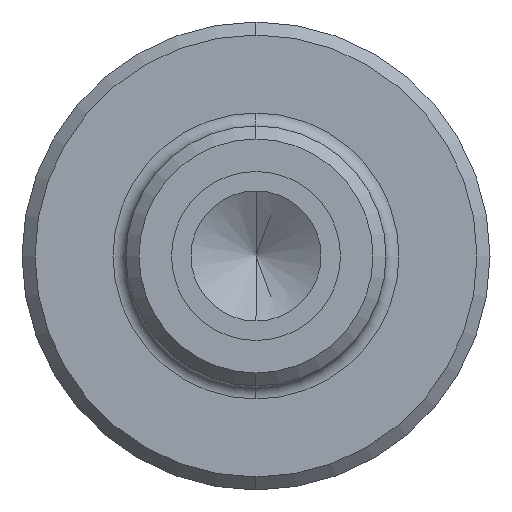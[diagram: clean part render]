
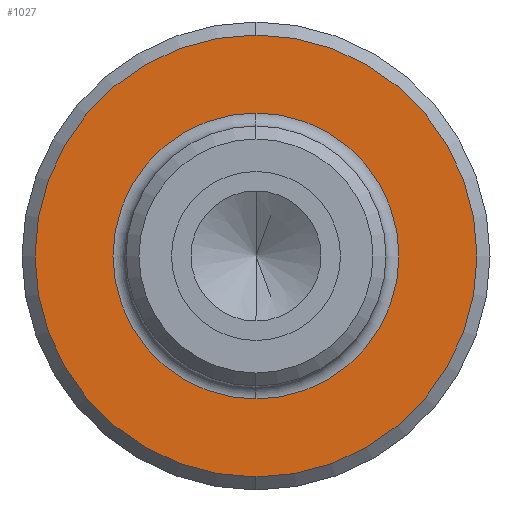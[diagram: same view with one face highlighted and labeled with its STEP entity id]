
A CAD part, left-side view. The second image highlights one B-rep face of the part: STEP entity #1027.
In plain terms, the highlighted planar face has unit normal (-1, 0, 0).
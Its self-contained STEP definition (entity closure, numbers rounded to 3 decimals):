
#50 = VERTEX_POINT ( 'NONE', #1868 ) ;
#93 = AXIS2_PLACEMENT_3D ( 'NONE', #1513, #647, #783 ) ;
#97 = CARTESIAN_POINT ( 'NONE',  ( -39., 0., 8.5 ) ) ;
#123 = DIRECTION ( 'NONE',  ( 0., 0., -1. ) ) ;
#131 = DIRECTION ( 'NONE',  ( 0., 0., -1. ) ) ;
#170 = ORIENTED_EDGE ( 'NONE', *, *, #1028, .T. ) ;
#195 = FACE_BOUND ( 'NONE', #296, .T. ) ;
#200 = DIRECTION ( 'NONE',  ( 1., 0., 0. ) ) ;
#244 = CARTESIAN_POINT ( 'NONE',  ( -39., 0., -5.5 ) ) ;
#286 = CARTESIAN_POINT ( 'NONE',  ( -39., 0., -8.5 ) ) ;
#296 = EDGE_LOOP ( 'NONE', ( #934, #1000 ) ) ;
#337 = CIRCLE ( 'NONE', #93, 8.5 ) ;
#410 = CARTESIAN_POINT ( 'NONE',  ( -39., 0., 0. ) ) ;
#458 = AXIS2_PLACEMENT_3D ( 'NONE', #410, #1298, #1572 ) ;
#466 = CIRCLE ( 'NONE', #1127, 8.5 ) ;
#487 = CIRCLE ( 'NONE', #906, 5.5 ) ;
#504 = VERTEX_POINT ( 'NONE', #97 ) ;
#614 = DIRECTION ( 'NONE',  ( 0., 0., -1. ) ) ;
#628 = AXIS2_PLACEMENT_3D ( 'NONE', #1836, #979, #123 ) ;
#647 = DIRECTION ( 'NONE',  ( -1., 0., 0. ) ) ;
#683 = VERTEX_POINT ( 'NONE', #286 ) ;
#689 = EDGE_LOOP ( 'NONE', ( #891, #170 ) ) ;
#699 = CIRCLE ( 'NONE', #458, 5.5 ) ;
#783 = DIRECTION ( 'NONE',  ( 0., 0., -1. ) ) ;
#882 = EDGE_CURVE ( 'NONE', #1293, #50, #487, .T. ) ;
#891 = ORIENTED_EDGE ( 'NONE', *, *, #1791, .T. ) ;
#906 = AXIS2_PLACEMENT_3D ( 'NONE', #1050, #200, #614 ) ;
#934 = ORIENTED_EDGE ( 'NONE', *, *, #882, .T. ) ;
#979 = DIRECTION ( 'NONE',  ( 1., 0., 0. ) ) ;
#1000 = ORIENTED_EDGE ( 'NONE', *, *, #1083, .T. ) ;
#1027 = ADVANCED_FACE ( 'NONE', ( #1733, #195 ), #1843, .F. ) ;
#1028 = EDGE_CURVE ( 'NONE', #504, #683, #466, .T. ) ;
#1050 = CARTESIAN_POINT ( 'NONE',  ( -39., 0., 0. ) ) ;
#1083 = EDGE_CURVE ( 'NONE', #50, #1293, #699, .T. ) ;
#1127 = AXIS2_PLACEMENT_3D ( 'NONE', #1684, #1399, #131 ) ;
#1293 = VERTEX_POINT ( 'NONE', #244 ) ;
#1298 = DIRECTION ( 'NONE',  ( 1., 0., 0. ) ) ;
#1399 = DIRECTION ( 'NONE',  ( -1., 0., 0. ) ) ;
#1513 = CARTESIAN_POINT ( 'NONE',  ( -39., 0., 0. ) ) ;
#1572 = DIRECTION ( 'NONE',  ( 0., 0., -1. ) ) ;
#1684 = CARTESIAN_POINT ( 'NONE',  ( -39., 0., 0. ) ) ;
#1733 = FACE_OUTER_BOUND ( 'NONE', #689, .T. ) ;
#1791 = EDGE_CURVE ( 'NONE', #683, #504, #337, .T. ) ;
#1836 = CARTESIAN_POINT ( 'NONE',  ( -39., 5., 0. ) ) ;
#1843 = PLANE ( 'NONE',  #628 ) ;
#1868 = CARTESIAN_POINT ( 'NONE',  ( -39., 0., 5.5 ) ) ;
